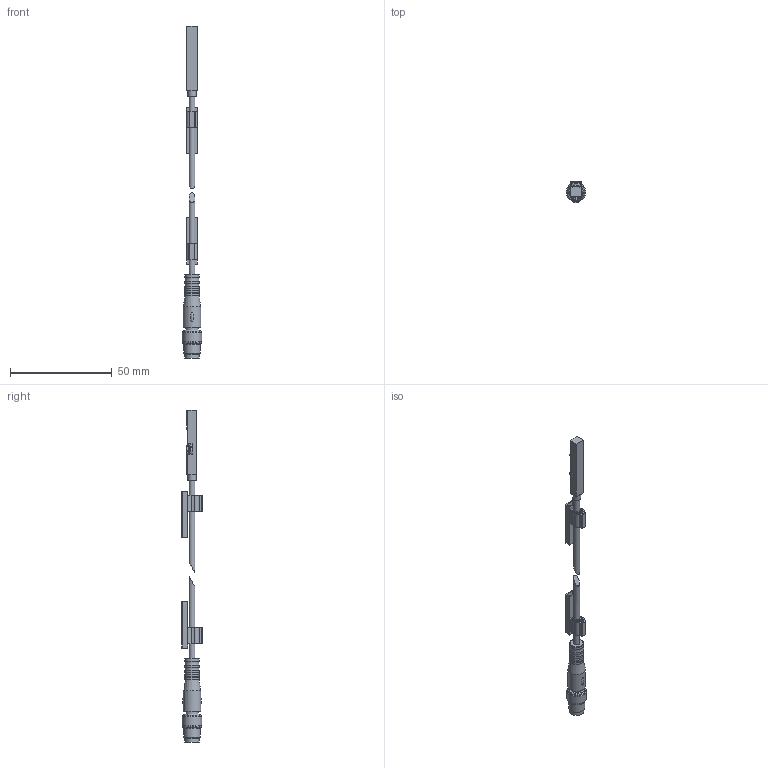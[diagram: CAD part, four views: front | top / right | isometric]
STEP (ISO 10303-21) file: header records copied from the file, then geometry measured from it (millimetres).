
FILE_DESCRIPTION( ( 'STEP AP214' ), ' ' );
FILE_NAME( '543861_SME-8M-DS-24V-K-03-M8D.stp', '2018-03-02T09:39:39', ( '' ), ( '' ), ' ', 'PARTsolutions', ' ' );
FILE_SCHEMA( ( 'AUTOMOTIVE_DESIGN { 1 0 10303 214 1 1 1 1 }' ) );
Length unit declared in the file: millimetre
Products named in the file (4): 543861 SME-8M-DS-24V-K-0.3-M8D; HI_543861 SME-8M-DS-24V-K-0.3-M8D---(P); HI_1247168 ASCF-M-23-S DM 2.1-3.4; _SMx-8M-M8D---(2.9_CON)
Assembly tree (4 placements, depth 2):
  543861 SME-8M-DS-24V-K-0.3-M8D
    HI_543861 SME-8M-DS-24V-K-0.3-M8D---(P)
    HI_1247168 ASCF-M-23-S DM 2.1-3.4  x2
    _SMx-8M-M8D---(2.9_CON)
Bounding box: 9.6 x 10.3 x 162.9 mm (x, y, z)
Volume: 3768 mm3; surface area: 5083.3 mm2
Topology: 4 solids, 4 shells, 268 faces, 690 edges, 454 vertices
Faces by surface type: plane 161, cylinder 93, cone 7, torus 7
Full cylindrical faces by diameter (mm): 1 x3, 2.9 x2, 3.4 x1, 4 x2, 4.5 x1, 5.8 x1, 5.9 x1, 6.9 x1, 7 x5, 8 x1, 8.5 x1, 9 x2, 9.6 x1
Entity records: 7320 total; most frequent: CARTESIAN_POINT 1078, DIRECTION 988, ORIENTED_EDGE 892, EDGE_CURVE 446, AXIS2_PLACEMENT_3D 347, VERTEX_POINT 313, LINE 294, VECTOR 294
